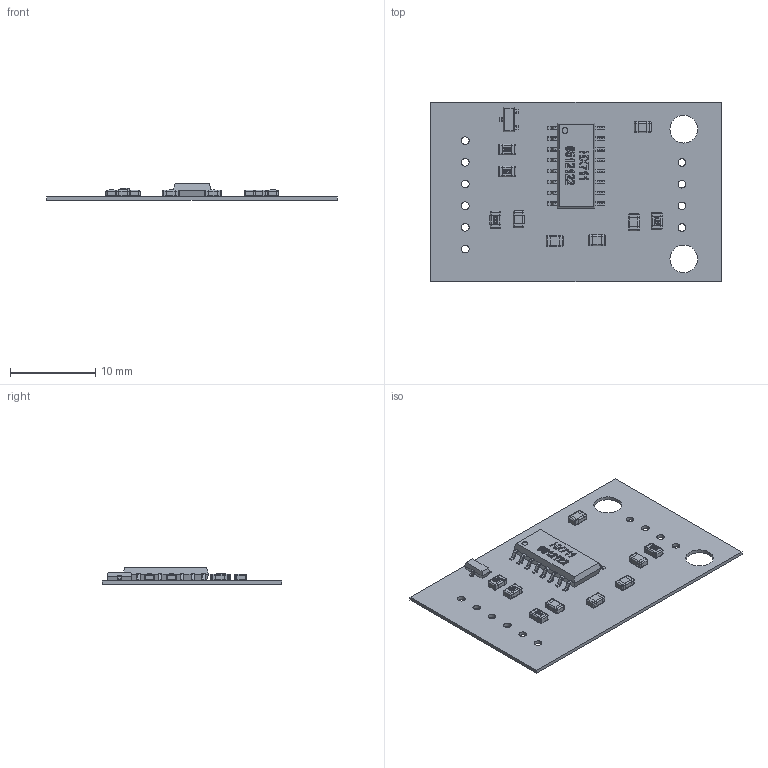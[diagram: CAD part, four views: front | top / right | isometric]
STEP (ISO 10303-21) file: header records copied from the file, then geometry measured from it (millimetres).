
FILE_DESCRIPTION (( 'STEP AP214' ), '1' );
FILE_NAME ('HX711.STEP', '2020-04-06T01:10:12', ( '' ), ( '' ), 'SwSTEP 2.0', 'SolidWorks 2019', '' );
FILE_SCHEMA (( 'AUTOMOTIVE_DESIGN' ));
Length unit declared in the file: millimetre
Products named in the file (12): pino_HX711_Valor predeterminado; TRANSISTOR_SOT23_Valor predeterminado; RESISTOR_SMD_122_Valor predeterminado; RESISTOR_SMD_203_Valor predeterminado; base_HX711_Valor predeterminado; RESISTOR_SMD_822_Valor predeterminado; HX711_SOP16_Valor predeterminado; CAPACITOR_805_Valor predeterminado; SOT23_Valor predeterminado; PINO_SOT23_Valor predeterminado; HX711; placa_Valor predeterminado
Assembly tree (33 placements, depth 3):
  HX711
    placa_Valor predeterminado
    HX711_SOP16_Valor predeterminado
      base_HX711_Valor predeterminado
      pino_HX711_Valor predeterminado  x16
    RESISTOR_SMD_122_Valor predeterminado  x2
    RESISTOR_SMD_822_Valor predeterminado
    RESISTOR_SMD_203_Valor predeterminado
    CAPACITOR_805_Valor predeterminado  x5
    SOT23_Valor predeterminado
      TRANSISTOR_SOT23_Valor predeterminado
      PINO_SOT23_Valor predeterminado  x3
Bounding box: 34 x 21 x 1.97 mm (x, y, z)
Volume: 367.9 mm3; surface area: 1708.7 mm2
Topology: 31 solids, 31 shells, 1976 faces, 4800 edges, 2807 vertices
Faces by surface type: cylinder 791, plane 647, bspline 238, torus 152, sphere 148
Entity records: 40284 total; most frequent: CARTESIAN_POINT 15188, ORIENTED_EDGE 4760, DIRECTION 3801, EDGE_CURVE 2380, VERTEX_POINT 1491, LINE 1363, VECTOR 1363, AXIS2_PLACEMENT_3D 1219
